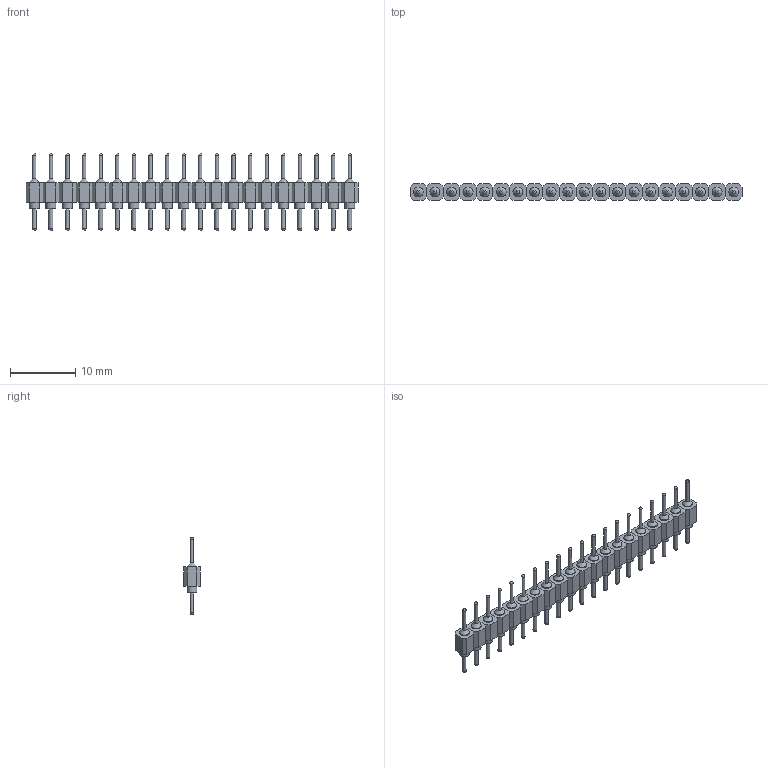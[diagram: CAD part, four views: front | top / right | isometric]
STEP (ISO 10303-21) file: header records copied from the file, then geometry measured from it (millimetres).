
FILE_DESCRIPTION(('FreeCAD Model'),'2;1');
FILE_NAME('Open CASCADE Shape Model','2022-10-18T16:01:30',(''),(''), 'Open CASCADE STEP processor 7.5','FreeCAD','Unknown');
FILE_SCHEMA(('AUTOMOTIVE_DESIGN { 1 0 10303 214 1 1 1 1 }'));
Length unit declared in the file: millimetre
Products named in the file (1): Group040
Bounding box: 50.8 x 2.54 x 11.8 mm (x, y, z)
Volume: 435.1 mm3; surface area: 956 mm2
Topology: 1 solids, 1 shells, 322 faces, 744 edges, 444 vertices
Faces by surface type: plane 182, cylinder 80, sphere 40, cone 20
Full cylindrical faces by diameter (mm): 0.5 x20, 0.6 x20, 1.5 x40
Entity records: 10998 total; most frequent: DIRECTION 1550, CARTESIAN_POINT 1471, ORIENTED_EDGE 1408, EDGE_CURVE 704, AXIS2_PLACEMENT_3D 523, LINE 504, VECTOR 504, VERTEX_POINT 444
